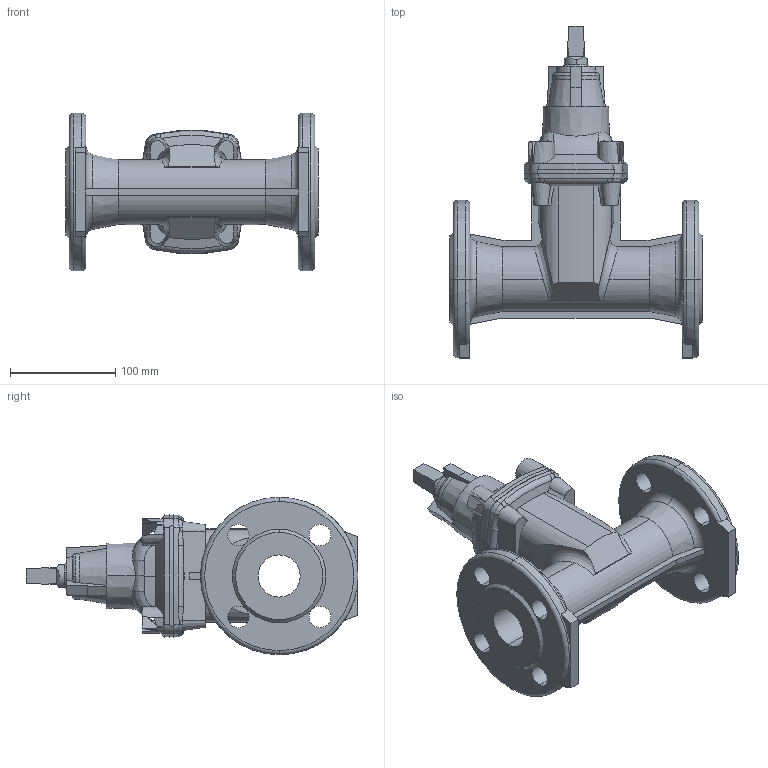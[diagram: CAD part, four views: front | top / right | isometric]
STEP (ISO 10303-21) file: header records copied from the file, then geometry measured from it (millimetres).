
FILE_DESCRIPTION (( 'STEP AP203' ), '1' );
FILE_NAME ('O_02_60_DN40.STEP', '2015-01-27T05:06:17', ( '' ), ( '' ), 'SwSTEP 2.0', 'SolidWorks 2012', '' );
FILE_SCHEMA (( 'CONFIG_CONTROL_DESIGN' ));
Length unit declared in the file: millimetre
Products named in the file (1): O_02_60_DN40
Bounding box: 240 x 316 x 150 mm (x, y, z)
Volume: 1908016.9 mm3; surface area: 209963.1 mm2
Topology: 1 solids, 1 shells, 276 faces, 756 edges, 489 vertices
Faces by surface type: cone 86, plane 84, cylinder 42, bspline 40, torus 24
Entity records: 11897 total; most frequent: CARTESIAN_POINT 5348, ORIENTED_EDGE 1512, DIRECTION 1188, EDGE_CURVE 756, AXIS2_PLACEMENT_3D 491, VERTEX_POINT 489, EDGE_LOOP 301, ADVANCED_FACE 276
